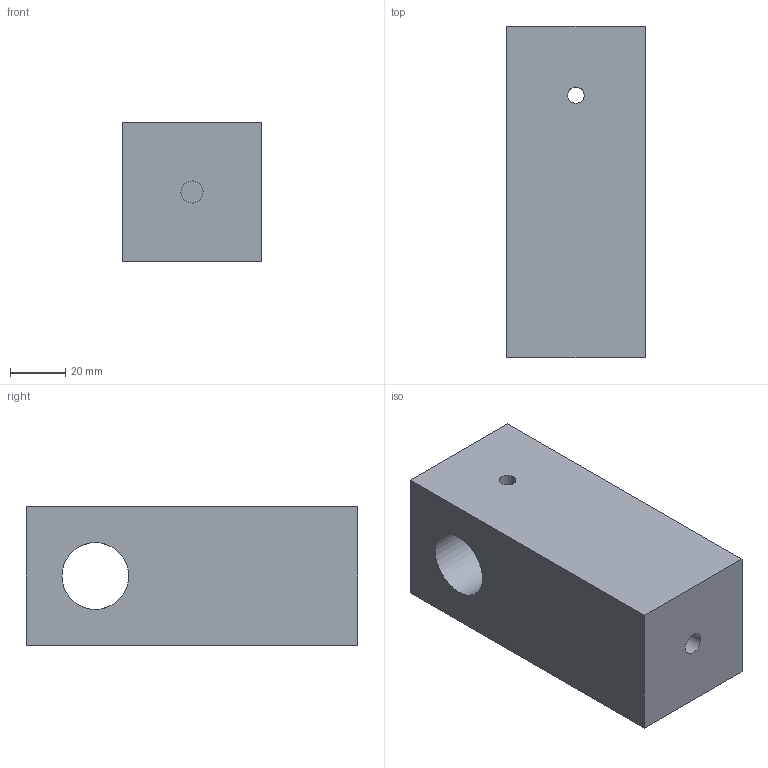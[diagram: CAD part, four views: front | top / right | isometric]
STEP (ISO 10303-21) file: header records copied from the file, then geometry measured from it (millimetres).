
FILE_DESCRIPTION(/* description */ (''),/* implementation_level */ '2;1');
FILE_NAME(/* name */ 'Tower.stp',/* time_stamp */ '2025-03-24T13:30:43+01:00',/* author */ ('Maciej'),/* organization */ (''),/* preprocessor_version */ 'ST-DEVELOPER v20',/* originating_system */ 'Autodesk Inventor 2025',/* authorisation */ '');
FILE_SCHEMA (('AUTOMOTIVE_DESIGN { 1 0 10303 214 3 1 1 }'));
Length unit declared in the file: millimetre
Products named in the file (1): Tower
Bounding box: 50 x 120 x 50 mm (x, y, z)
Volume: 274759.2 mm3; surface area: 33015.3 mm2
Topology: 1 solids, 1 shells, 11 faces, 28 edges, 19 vertices
Faces by surface type: plane 7, cylinder 4
Full cylindrical faces by diameter (mm): 6 x2, 8 x1, 24.2 x1
Entity records: 450 total; most frequent: CARTESIAN_POINT 128, ORIENTED_EDGE 56, DIRECTION 53, EDGE_CURVE 28, VERTEX_POINT 19, AXIS2_PLACEMENT_3D 18, EDGE_LOOP 17, LINE 17
